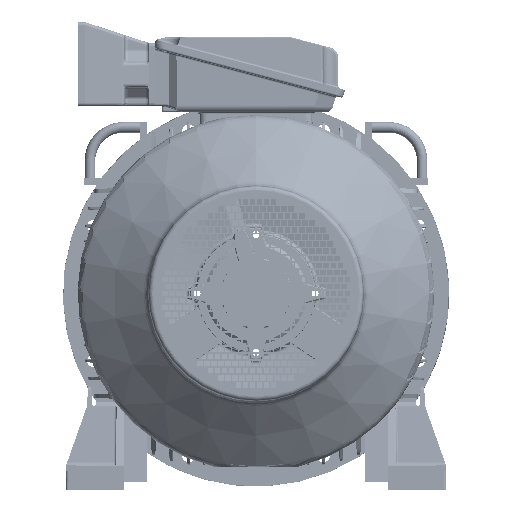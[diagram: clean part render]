
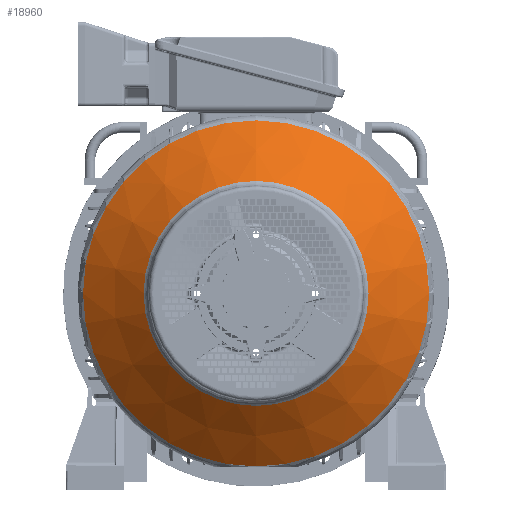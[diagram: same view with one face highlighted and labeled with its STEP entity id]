
A CAD part, left-side view. The second image highlights one B-rep face of the part: STEP entity #18960.
In plain terms, the highlighted conical face has half-angle 49.831 degrees and reference radius 160.199 mm.
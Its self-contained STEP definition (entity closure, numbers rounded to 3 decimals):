
#18960 = ADVANCED_FACE( '', ( #40249, #40250 ), #40251, .T. );
#40249 = FACE_OUTER_BOUND( '', #151367, .T. );
#40250 = FACE_BOUND( '', #151368, .T. );
#40251 = CONICAL_SURFACE( '', #151369, 160.199, 0.87 );
#151367 = EDGE_LOOP( '', ( #220304 ) );
#151368 = EDGE_LOOP( '', ( #220305 ) );
#151369 = AXIS2_PLACEMENT_3D( '', #220306, #220307, #220308 );
#220304 = ORIENTED_EDGE( '', *, *, #249951, .T. );
#220305 = ORIENTED_EDGE( '', *, *, #245415, .F. );
#220306 = CARTESIAN_POINT( '', ( -712.382, 0., 0. ) );
#220307 = DIRECTION( '', ( 1., 0., 0. ) );
#220308 = DIRECTION( '', ( 0., 0., -1. ) );
#245415 = EDGE_CURVE( '', #281206, #281206, #281207, .T. );
#249951 = EDGE_CURVE( '', #286771, #286771, #286772, .T. );
#281206 = VERTEX_POINT( '', #379225 );
#281207 = CIRCLE( '', #379226, 160.199 );
#286771 = VERTEX_POINT( '', #400987 );
#286772 = CIRCLE( '', #400988, 246.433 );
#379225 = CARTESIAN_POINT( '', ( -712.382, 0., 160.199 ) );
#379226 = AXIS2_PLACEMENT_3D( '', #429742, #429743, #429744 );
#400987 = CARTESIAN_POINT( '', ( -639.59, 0., 246.433 ) );
#400988 = AXIS2_PLACEMENT_3D( '', #433719, #433720, #433721 );
#429742 = CARTESIAN_POINT( '', ( -712.382, 0., 0. ) );
#429743 = DIRECTION( '', ( -1., 0., 0. ) );
#429744 = DIRECTION( '', ( 0., 0., 1. ) );
#433719 = CARTESIAN_POINT( '', ( -639.59, 0., 0. ) );
#433720 = DIRECTION( '', ( -1., 0., 0. ) );
#433721 = DIRECTION( '', ( 0., 0., 1. ) );
